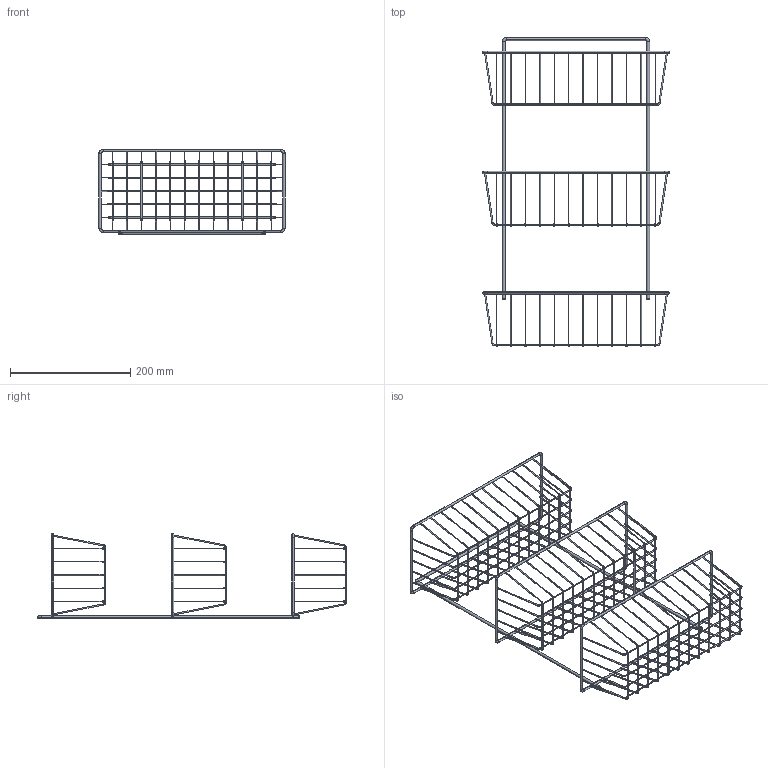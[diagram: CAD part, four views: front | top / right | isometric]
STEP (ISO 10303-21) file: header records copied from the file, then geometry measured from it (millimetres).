
FILE_DESCRIPTION (( 'STEP AP203' ), '1' );
FILE_NAME ('LM 206_3.STEP', '2023-02-22T13:16:53', ( '' ), ( '' ), 'SwSTEP 2.0', 'SolidWorks 2021', '' );
FILE_SCHEMA (( 'CONFIG_CONTROL_DESIGN' ));
Length unit declared in the file: millimetre
Products named in the file (3): 10004_Default<As Machined>; LM 206_3; 10083_Default<As Machined>
Assembly tree (4 placements, depth 2):
  LM 206_3
    10004_Default<As Machined>  x3
    10083_Default<As Machined>
Bounding box: 310 x 513.8 x 141.5 mm (x, y, z)
Volume: 107104.7 mm3; surface area: 155736.8 mm2
Topology: 55 solids, 55 shells, 676 faces, 1456 edges, 884 vertices
Faces by surface type: cylinder 336, torus 236, plane 104
Entity records: 6867 total; most frequent: DIRECTION 1386, CARTESIAN_POINT 1059, ORIENTED_EDGE 1016, AXIS2_PLACEMENT_3D 635, EDGE_CURVE 508, CIRCLE 392, VERTEX_POINT 308, ADVANCED_FACE 236
